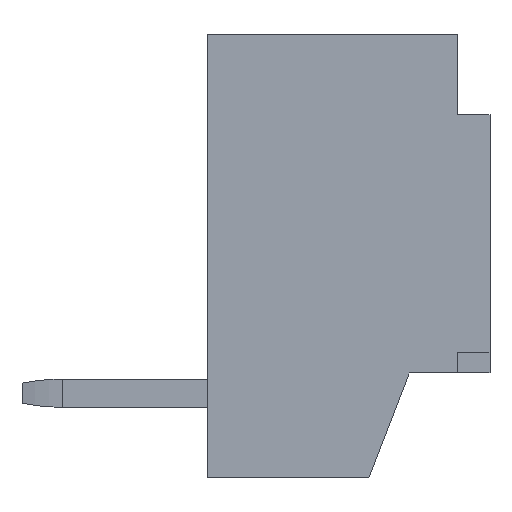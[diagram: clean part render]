
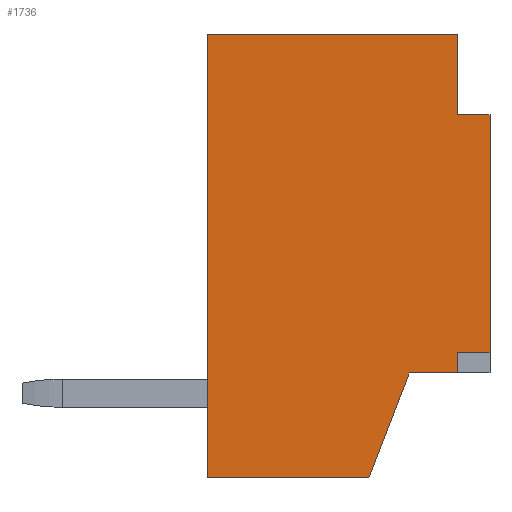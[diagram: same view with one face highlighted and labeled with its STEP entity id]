
A CAD part, left-side view. The second image highlights one B-rep face of the part: STEP entity #1736.
In plain terms, the highlighted planar face has unit normal (-1, 0, 0).
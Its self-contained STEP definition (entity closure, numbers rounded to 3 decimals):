
#9=DIRECTION('',(0.,-1.,0.));
#10=VECTOR('',#9,2.);
#11=CARTESIAN_POINT('',(-2.125,1.75,-2.75));
#12=LINE('',#11,#10);
#25=DIRECTION('',(0.,0.,1.));
#26=VECTOR('',#25,0.25);
#27=CARTESIAN_POINT('',(-2.125,-1.35,-1.45));
#28=LINE('',#27,#26);
#29=DIRECTION('',(0.,1.,0.));
#30=VECTOR('',#29,0.6);
#31=CARTESIAN_POINT('',(-2.125,-1.35,-1.45));
#32=LINE('',#31,#30);
#33=DIRECTION('',(0.,-0.359,0.933));
#34=VECTOR('',#33,1.393);
#35=CARTESIAN_POINT('',(-2.125,-0.25,-2.75));
#36=LINE('',#35,#34);
#37=DIRECTION('',(0.,0.,1.));
#38=VECTOR('',#37,5.5);
#39=CARTESIAN_POINT('',(-2.125,1.75,-2.75));
#40=LINE('',#39,#38);
#41=DIRECTION('',(0.,0.,-1.));
#42=VECTOR('',#41,1.);
#43=CARTESIAN_POINT('',(-2.125,-1.35,2.75));
#44=LINE('',#43,#42);
#45=DIRECTION('',(0.,1.,0.));
#46=VECTOR('',#45,0.4);
#47=CARTESIAN_POINT('',(-2.125,-1.75,1.75));
#48=LINE('',#47,#46);
#49=DIRECTION('',(0.,1.,0.));
#50=VECTOR('',#49,0.4);
#51=CARTESIAN_POINT('',(-2.125,-1.75,-1.2));
#52=LINE('',#51,#50);
#113=DIRECTION('',(0.,0.,1.));
#114=VECTOR('',#113,2.95);
#115=CARTESIAN_POINT('',(-2.125,-1.75,-1.2));
#116=LINE('',#115,#114);
#205=DIRECTION('',(0.,-1.,0.));
#206=VECTOR('',#205,3.1);
#207=CARTESIAN_POINT('',(-2.125,1.75,2.75));
#208=LINE('',#207,#206);
#1257=CARTESIAN_POINT('',(-2.125,1.75,-2.75));
#1258=CARTESIAN_POINT('',(-2.125,1.75,2.75));
#1259=VERTEX_POINT('',#1257);
#1260=VERTEX_POINT('',#1258);
#1289=CARTESIAN_POINT('',(-2.125,-1.75,1.75));
#1290=CARTESIAN_POINT('',(-2.125,-1.35,1.75));
#1291=VERTEX_POINT('',#1289);
#1292=VERTEX_POINT('',#1290);
#1305=CARTESIAN_POINT('',(-2.125,-1.35,2.75));
#1306=VERTEX_POINT('',#1305);
#1561=CARTESIAN_POINT('',(-2.125,-0.25,-2.75));
#1563=VERTEX_POINT('',#1561);
#1569=CARTESIAN_POINT('',(-2.125,-0.75,-1.45));
#1570=VERTEX_POINT('',#1569);
#1617=CARTESIAN_POINT('',(-2.125,-1.35,-1.45));
#1618=CARTESIAN_POINT('',(-2.125,-1.35,-1.2));
#1619=VERTEX_POINT('',#1617);
#1620=VERTEX_POINT('',#1618);
#1621=CARTESIAN_POINT('',(-2.125,-1.75,-1.2));
#1622=VERTEX_POINT('',#1621);
#1711=CARTESIAN_POINT('',(-2.125,1.75,-2.75));
#1712=DIRECTION('',(-1.,0.,0.));
#1713=DIRECTION('',(0.,-1.,0.));
#1714=AXIS2_PLACEMENT_3D('',#1711,#1712,#1713);
#1715=PLANE('',#1714);
#1717=ORIENTED_EDGE('',*,*,#1716,.F.);
#1719=ORIENTED_EDGE('',*,*,#1718,.T.);
#1720=ORIENTED_EDGE('',*,*,#1687,.F.);
#1721=ORIENTED_EDGE('',*,*,#1660,.F.);
#1723=ORIENTED_EDGE('',*,*,#1722,.T.);
#1725=ORIENTED_EDGE('',*,*,#1724,.T.);
#1727=ORIENTED_EDGE('',*,*,#1726,.T.);
#1729=ORIENTED_EDGE('',*,*,#1728,.F.);
#1731=ORIENTED_EDGE('',*,*,#1730,.F.);
#1733=ORIENTED_EDGE('',*,*,#1732,.T.);
#1734=EDGE_LOOP('',(#1717,#1719,#1720,#1721,#1723,#1725,#1727,#1729,#1731,
#1733));
#1735=FACE_OUTER_BOUND('',#1734,.F.);
#1736=ADVANCED_FACE('',(#1735),#1715,.T.);
#1660=EDGE_CURVE('',#1259,#1563,#12,.T.);
#1687=EDGE_CURVE('',#1563,#1570,#36,.T.);
#1716=EDGE_CURVE('',#1619,#1620,#28,.T.);
#1718=EDGE_CURVE('',#1619,#1570,#32,.T.);
#1722=EDGE_CURVE('',#1259,#1260,#40,.T.);
#1724=EDGE_CURVE('',#1260,#1306,#208,.T.);
#1726=EDGE_CURVE('',#1306,#1292,#44,.T.);
#1728=EDGE_CURVE('',#1291,#1292,#48,.T.);
#1730=EDGE_CURVE('',#1622,#1291,#116,.T.);
#1732=EDGE_CURVE('',#1622,#1620,#52,.T.);
